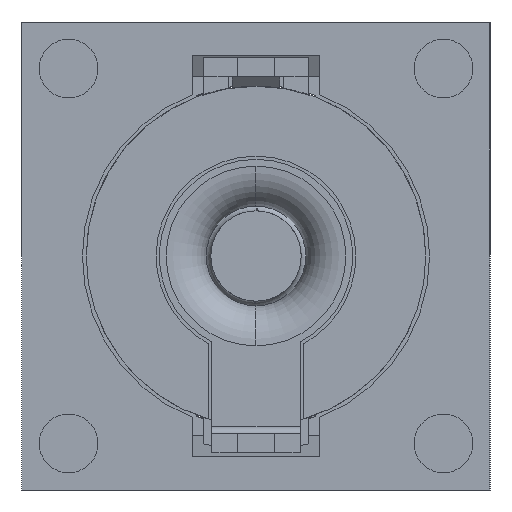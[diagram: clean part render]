
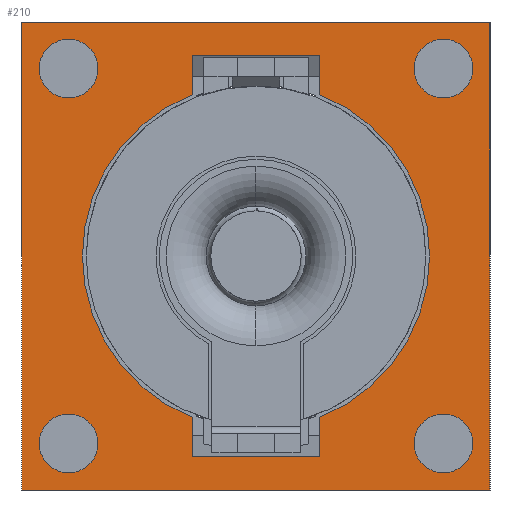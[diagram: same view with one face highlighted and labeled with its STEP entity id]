
A CAD part, left-side view. The second image highlights one B-rep face of the part: STEP entity #210.
In plain terms, the highlighted planar face has unit normal (-1, 0, 0).
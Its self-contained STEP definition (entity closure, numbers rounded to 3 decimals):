
#210=ADVANCED_FACE('',(#541,#542,#543,#544,#545,#546),#547,.T.);
#541=FACE_OUTER_BOUND('',#1026,.T.);
#542=FACE_BOUND('',#1027,.T.);
#543=FACE_BOUND('',#1028,.T.);
#544=FACE_BOUND('',#1029,.T.);
#545=FACE_BOUND('',#1030,.T.);
#546=FACE_BOUND('',#1031,.T.);
#547=PLANE('',#1032);
#1026=EDGE_LOOP('',(#2072,#2073,#2074,#2075));
#1027=EDGE_LOOP('',(#2076,#2077));
#1028=EDGE_LOOP('',(#2078,#2079));
#1029=EDGE_LOOP('',(#2080,#2081));
#1030=EDGE_LOOP('',(#2082,#2083));
#1031=EDGE_LOOP('',(#2084,#2085,#2086,#2087,#2088,#2089,#2090,#2091,#2092,#2093));
#1032=AXIS2_PLACEMENT_3D('',#2094,#2095,#2096);
#2072=ORIENTED_EDGE('',*,*,#3384,.T.);
#2073=ORIENTED_EDGE('',*,*,#3422,.T.);
#2074=ORIENTED_EDGE('',*,*,#3423,.T.);
#2075=ORIENTED_EDGE('',*,*,#3424,.T.);
#2076=ORIENTED_EDGE('',*,*,#3425,.F.);
#2077=ORIENTED_EDGE('',*,*,#3426,.F.);
#2078=ORIENTED_EDGE('',*,*,#3427,.F.);
#2079=ORIENTED_EDGE('',*,*,#3428,.F.);
#2080=ORIENTED_EDGE('',*,*,#3429,.F.);
#2081=ORIENTED_EDGE('',*,*,#3430,.F.);
#2082=ORIENTED_EDGE('',*,*,#3431,.F.);
#2083=ORIENTED_EDGE('',*,*,#3432,.F.);
#2084=ORIENTED_EDGE('',*,*,#3433,.F.);
#2085=ORIENTED_EDGE('',*,*,#3434,.F.);
#2086=ORIENTED_EDGE('',*,*,#3435,.T.);
#2087=ORIENTED_EDGE('',*,*,#3258,.T.);
#2088=ORIENTED_EDGE('',*,*,#3436,.T.);
#2089=ORIENTED_EDGE('',*,*,#3437,.T.);
#2090=ORIENTED_EDGE('',*,*,#3438,.F.);
#2091=ORIENTED_EDGE('',*,*,#3260,.T.);
#2092=ORIENTED_EDGE('',*,*,#3439,.T.);
#2093=ORIENTED_EDGE('',*,*,#3440,.T.);
#2094=CARTESIAN_POINT('',(-27.051,0.0,0.0));
#2095=DIRECTION('',(-1.0,0.0,0.0));
#2096=DIRECTION('',(0.0,0.0,1.0));
#3258=EDGE_CURVE('',#3892,#3896,#3898,.T.);
#3260=EDGE_CURVE('',#3902,#3899,#3903,.T.);
#3384=EDGE_CURVE('',#4111,#4109,#4112,.T.);
#3422=EDGE_CURVE('',#4109,#4171,#4173,.T.);
#3423=EDGE_CURVE('',#4171,#4174,#4175,.T.);
#3424=EDGE_CURVE('',#4174,#4111,#4176,.T.);
#3425=EDGE_CURVE('',#4177,#4178,#4179,.T.);
#3426=EDGE_CURVE('',#4178,#4177,#4180,.T.);
#3427=EDGE_CURVE('',#4181,#4182,#4183,.T.);
#3428=EDGE_CURVE('',#4182,#4181,#4184,.T.);
#3429=EDGE_CURVE('',#4185,#4186,#4187,.T.);
#3430=EDGE_CURVE('',#4186,#4185,#4188,.T.);
#3431=EDGE_CURVE('',#4189,#4190,#4191,.T.);
#3432=EDGE_CURVE('',#4190,#4189,#4192,.T.);
#3433=EDGE_CURVE('',#4193,#4194,#4195,.T.);
#3434=EDGE_CURVE('',#4196,#4193,#4197,.T.);
#3435=EDGE_CURVE('',#4196,#3892,#4198,.T.);
#3436=EDGE_CURVE('',#3896,#4199,#4200,.T.);
#3437=EDGE_CURVE('',#4199,#4201,#4202,.T.);
#3438=EDGE_CURVE('',#3902,#4201,#4203,.T.);
#3439=EDGE_CURVE('',#3899,#4204,#4205,.T.);
#3440=EDGE_CURVE('',#4204,#4194,#4206,.T.);
#3892=VERTEX_POINT('',#4968);
#3896=VERTEX_POINT('',#4973);
#3898=CIRCLE('',#4976,4.635);
#3899=VERTEX_POINT('',#4977);
#3902=VERTEX_POINT('',#4981);
#3903=CIRCLE('',#4982,4.635);
#4109=VERTEX_POINT('',#5273);
#4111=VERTEX_POINT('',#5276);
#4112=LINE('',#5277,#5278);
#4171=VERTEX_POINT('',#5365);
#4173=LINE('',#5368,#5369);
#4174=VERTEX_POINT('',#5370);
#4175=LINE('',#5371,#5372);
#4176=LINE('',#5373,#5374);
#4177=VERTEX_POINT('',#5375);
#4178=VERTEX_POINT('',#5376);
#4179=CIRCLE('',#5377,0.785);
#4180=CIRCLE('',#5378,0.785);
#4181=VERTEX_POINT('',#5379);
#4182=VERTEX_POINT('',#5380);
#4183=CIRCLE('',#5381,0.785);
#4184=CIRCLE('',#5382,0.785);
#4185=VERTEX_POINT('',#5383);
#4186=VERTEX_POINT('',#5384);
#4187=CIRCLE('',#5385,0.785);
#4188=CIRCLE('',#5386,0.785);
#4189=VERTEX_POINT('',#5387);
#4190=VERTEX_POINT('',#5388);
#4191=CIRCLE('',#5389,0.785);
#4192=CIRCLE('',#5390,0.785);
#4193=VERTEX_POINT('',#5391);
#4194=VERTEX_POINT('',#5392);
#4195=LINE('',#5393,#5394);
#4196=VERTEX_POINT('',#5395);
#4197=LINE('',#5396,#5397);
#4198=CIRCLE('',#5398,4.635);
#4199=VERTEX_POINT('',#5399);
#4200=LINE('',#5400,#5401);
#4201=VERTEX_POINT('',#5402);
#4202=LINE('',#5403,#5404);
#4203=LINE('',#5405,#5406);
#4204=VERTEX_POINT('',#5407);
#4205=CIRCLE('',#5408,4.635);
#4206=LINE('',#5409,#5410);
#4968=CARTESIAN_POINT('',(-27.051,-4.635,0.));
#4973=CARTESIAN_POINT('',(-27.051,-1.7,-4.312));
#4976=AXIS2_PLACEMENT_3D('',#6270,#6271,#6272);
#4977=CARTESIAN_POINT('',(-27.051,4.635,0.));
#4981=CARTESIAN_POINT('',(-27.051,1.7,-4.312));
#4982=AXIS2_PLACEMENT_3D('',#6274,#6275,#6276);
#5273=CARTESIAN_POINT('',(-27.051,-6.248,-6.248));
#5276=CARTESIAN_POINT('',(-27.051,6.248,-6.248));
#5277=CARTESIAN_POINT('',(-27.051,6.248,-6.248));
#5278=VECTOR('',#6488,12.497);
#5365=CARTESIAN_POINT('',(-27.051,-6.248,6.248));
#5368=CARTESIAN_POINT('',(-27.051,-6.248,-6.248));
#5369=VECTOR('',#6542,12.497);
#5370=CARTESIAN_POINT('',(-27.051,6.248,6.248));
#5371=CARTESIAN_POINT('',(-27.051,-6.248,6.248));
#5372=VECTOR('',#6543,12.497);
#5373=CARTESIAN_POINT('',(-27.051,6.248,6.248));
#5374=VECTOR('',#6544,12.497);
#5375=CARTESIAN_POINT('',(-27.051,5.005,4.22));
#5376=CARTESIAN_POINT('',(-27.051,5.005,5.79));
#5377=AXIS2_PLACEMENT_3D('',#6545,#6546,#6547);
#5378=AXIS2_PLACEMENT_3D('',#6548,#6549,#6550);
#5379=CARTESIAN_POINT('',(-27.051,5.005,-5.79));
#5380=CARTESIAN_POINT('',(-27.051,5.005,-4.22));
#5381=AXIS2_PLACEMENT_3D('',#6551,#6552,#6553);
#5382=AXIS2_PLACEMENT_3D('',#6554,#6555,#6556);
#5383=CARTESIAN_POINT('',(-27.051,-5.005,-5.79));
#5384=CARTESIAN_POINT('',(-27.051,-5.005,-4.22));
#5385=AXIS2_PLACEMENT_3D('',#6557,#6558,#6559);
#5386=AXIS2_PLACEMENT_3D('',#6560,#6561,#6562);
#5387=CARTESIAN_POINT('',(-27.051,-5.005,4.22));
#5388=CARTESIAN_POINT('',(-27.051,-5.005,5.79));
#5389=AXIS2_PLACEMENT_3D('',#6563,#6564,#6565);
#5390=AXIS2_PLACEMENT_3D('',#6566,#6567,#6568);
#5391=CARTESIAN_POINT('',(-27.051,-1.7,5.36));
#5392=CARTESIAN_POINT('',(-27.051,1.7,5.36));
#5393=CARTESIAN_POINT('',(-27.051,-1.7,5.36));
#5394=VECTOR('',#6569,3.4);
#5395=CARTESIAN_POINT('',(-27.051,-1.7,4.312));
#5396=CARTESIAN_POINT('',(-27.051,-1.7,4.312));
#5397=VECTOR('',#6570,1.048);
#5398=AXIS2_PLACEMENT_3D('',#6571,#6572,#6573);
#5399=CARTESIAN_POINT('',(-27.051,-1.7,-5.36));
#5400=CARTESIAN_POINT('',(-27.051,-1.7,-4.312));
#5401=VECTOR('',#6574,1.048);
#5402=CARTESIAN_POINT('',(-27.051,1.7,-5.36));
#5403=CARTESIAN_POINT('',(-27.051,-1.7,-5.36));
#5404=VECTOR('',#6575,3.4);
#5405=CARTESIAN_POINT('',(-27.051,1.7,-4.312));
#5406=VECTOR('',#6576,1.048);
#5407=CARTESIAN_POINT('',(-27.051,1.7,4.312));
#5408=AXIS2_PLACEMENT_3D('',#6577,#6578,#6579);
#5409=CARTESIAN_POINT('',(-27.051,1.7,4.312));
#5410=VECTOR('',#6580,1.048);
#6270=CARTESIAN_POINT('',(-27.051,0.0,0.0));
#6271=DIRECTION('',(1.0,0.0,0.0));
#6272=DIRECTION('',(0.0,-0.367,0.93));
#6274=CARTESIAN_POINT('',(-27.051,0.0,0.0));
#6275=DIRECTION('',(1.0,0.0,0.0));
#6276=DIRECTION('',(0.0,0.367,-0.93));
#6488=DIRECTION('',(0.0,-1.0,0.0));
#6542=DIRECTION('',(0.0,0.0,1.0));
#6543=DIRECTION('',(0.0,1.0,0.0));
#6544=DIRECTION('',(0.0,0.0,-1.0));
#6545=CARTESIAN_POINT('',(-27.051,5.005,5.005));
#6546=DIRECTION('',(-1.0,0.0,0.0));
#6547=DIRECTION('',(0.0,0.0,-1.0));
#6548=CARTESIAN_POINT('',(-27.051,5.005,5.005));
#6549=DIRECTION('',(-1.0,0.0,0.0));
#6550=DIRECTION('',(0.0,0.0,1.0));
#6551=CARTESIAN_POINT('',(-27.051,5.005,-5.005));
#6552=DIRECTION('',(-1.0,0.0,0.0));
#6553=DIRECTION('',(0.0,0.0,-1.0));
#6554=CARTESIAN_POINT('',(-27.051,5.005,-5.005));
#6555=DIRECTION('',(-1.0,0.0,0.0));
#6556=DIRECTION('',(0.0,0.0,1.0));
#6557=CARTESIAN_POINT('',(-27.051,-5.005,-5.005));
#6558=DIRECTION('',(-1.0,0.0,0.0));
#6559=DIRECTION('',(0.0,0.0,-1.0));
#6560=CARTESIAN_POINT('',(-27.051,-5.005,-5.005));
#6561=DIRECTION('',(-1.0,0.0,0.0));
#6562=DIRECTION('',(0.0,0.0,1.0));
#6563=CARTESIAN_POINT('',(-27.051,-5.005,5.005));
#6564=DIRECTION('',(-1.0,0.0,0.0));
#6565=DIRECTION('',(0.0,0.0,-1.0));
#6566=CARTESIAN_POINT('',(-27.051,-5.005,5.005));
#6567=DIRECTION('',(-1.0,0.0,0.0));
#6568=DIRECTION('',(0.0,0.0,1.0));
#6569=DIRECTION('',(0.0,1.0,0.0));
#6570=DIRECTION('',(0.0,0.0,1.0));
#6571=CARTESIAN_POINT('',(-27.051,0.0,0.0));
#6572=DIRECTION('',(1.0,0.0,0.0));
#6573=DIRECTION('',(0.0,-0.367,0.93));
#6574=DIRECTION('',(0.0,0.0,-1.0));
#6575=DIRECTION('',(0.0,1.0,0.0));
#6576=DIRECTION('',(0.0,0.0,-1.0));
#6577=CARTESIAN_POINT('',(-27.051,0.0,0.0));
#6578=DIRECTION('',(1.0,0.0,0.0));
#6579=DIRECTION('',(0.0,0.367,-0.93));
#6580=DIRECTION('',(0.0,0.0,1.0));
